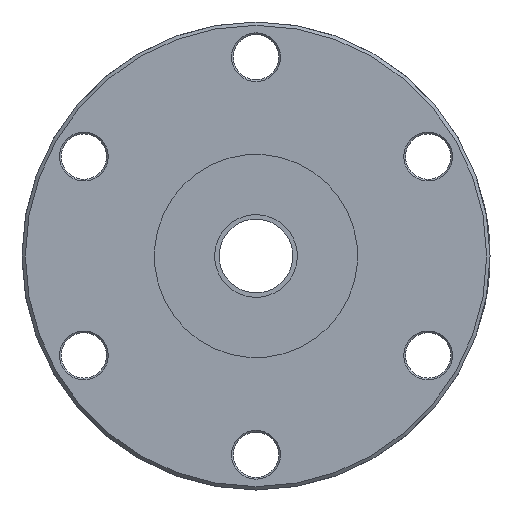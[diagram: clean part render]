
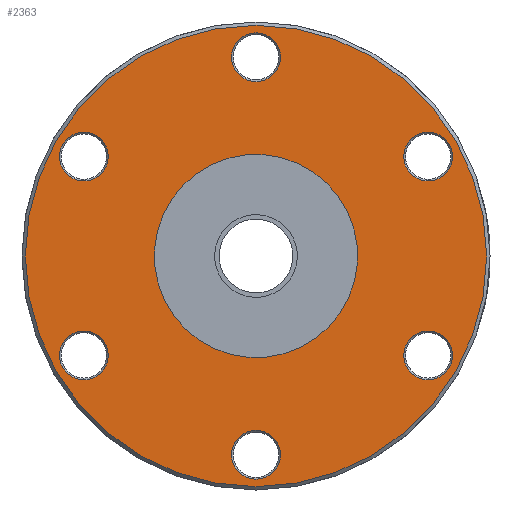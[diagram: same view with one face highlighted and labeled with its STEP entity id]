
A CAD part, front view. The second image highlights one B-rep face of the part: STEP entity #2363.
In plain terms, the highlighted planar face has unit normal (0, -1, 0).
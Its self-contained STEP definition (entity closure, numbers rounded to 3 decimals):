
#194=FACE_BOUND('',#428,.T.);
#195=FACE_BOUND('',#429,.T.);
#196=FACE_BOUND('',#430,.T.);
#197=FACE_BOUND('',#431,.T.);
#198=FACE_BOUND('',#432,.T.);
#199=FACE_BOUND('',#433,.T.);
#200=FACE_BOUND('',#434,.T.);
#220=PLANE('',#2576);
#291=FACE_OUTER_BOUND('',#427,.T.);
#427=EDGE_LOOP('',(#1607));
#428=EDGE_LOOP('',(#1608));
#429=EDGE_LOOP('',(#1609));
#430=EDGE_LOOP('',(#1610));
#431=EDGE_LOOP('',(#1611));
#432=EDGE_LOOP('',(#1612));
#433=EDGE_LOOP('',(#1613));
#434=EDGE_LOOP('',(#1614));
#873=CIRCLE('',#2570,6.35);
#877=CIRCLE('',#2575,34.05);
#878=CIRCLE('',#2577,3.6);
#879=CIRCLE('',#2578,3.6);
#880=CIRCLE('',#2579,3.6);
#881=CIRCLE('',#2580,3.6);
#882=CIRCLE('',#2581,3.6);
#883=CIRCLE('',#2582,3.6);
#982=VERTEX_POINT('',#3421);
#986=VERTEX_POINT('',#3431);
#987=VERTEX_POINT('',#3435);
#988=VERTEX_POINT('',#3437);
#989=VERTEX_POINT('',#3439);
#990=VERTEX_POINT('',#3441);
#991=VERTEX_POINT('',#3443);
#992=VERTEX_POINT('',#3445);
#1229=EDGE_CURVE('',#982,#982,#873,.T.);
#1235=EDGE_CURVE('',#986,#986,#877,.T.);
#1236=EDGE_CURVE('',#987,#987,#878,.T.);
#1237=EDGE_CURVE('',#988,#988,#879,.T.);
#1238=EDGE_CURVE('',#989,#989,#880,.T.);
#1239=EDGE_CURVE('',#990,#990,#881,.T.);
#1240=EDGE_CURVE('',#991,#991,#882,.T.);
#1241=EDGE_CURVE('',#992,#992,#883,.T.);
#1607=ORIENTED_EDGE('',*,*,#1235,.F.);
#1608=ORIENTED_EDGE('',*,*,#1229,.T.);
#1609=ORIENTED_EDGE('',*,*,#1236,.F.);
#1610=ORIENTED_EDGE('',*,*,#1237,.F.);
#1611=ORIENTED_EDGE('',*,*,#1238,.F.);
#1612=ORIENTED_EDGE('',*,*,#1239,.F.);
#1613=ORIENTED_EDGE('',*,*,#1240,.F.);
#1614=ORIENTED_EDGE('',*,*,#1241,.F.);
#2363=ADVANCED_FACE('',(#291,#194,#195,#196,#197,#198,#199,#200),#220,.T.);
#2570=AXIS2_PLACEMENT_3D('',#3422,#2809,#2810);
#2575=AXIS2_PLACEMENT_3D('',#3433,#2821,#2822);
#2576=AXIS2_PLACEMENT_3D('',#3434,#2823,#2824);
#2577=AXIS2_PLACEMENT_3D('',#3436,#2825,#2826);
#2578=AXIS2_PLACEMENT_3D('',#3438,#2827,#2828);
#2579=AXIS2_PLACEMENT_3D('',#3440,#2829,#2830);
#2580=AXIS2_PLACEMENT_3D('',#3442,#2831,#2832);
#2581=AXIS2_PLACEMENT_3D('',#3444,#2833,#2834);
#2582=AXIS2_PLACEMENT_3D('',#3446,#2835,#2836);
#2809=DIRECTION('center_axis',(0.,1.,0.));
#2810=DIRECTION('ref_axis',(-1.,0.,0.));
#2821=DIRECTION('center_axis',(0.,1.,0.));
#2822=DIRECTION('ref_axis',(1.,0.,0.));
#2823=DIRECTION('center_axis',(0.,-1.,0.));
#2824=DIRECTION('ref_axis',(0.,0.,-1.));
#2825=DIRECTION('center_axis',(0.,-1.,0.));
#2826=DIRECTION('ref_axis',(0.5,0.,0.866));
#2827=DIRECTION('center_axis',(0.,-1.,0.));
#2828=DIRECTION('ref_axis',(-1.,0.,0.));
#2829=DIRECTION('center_axis',(0.,-1.,0.));
#2830=DIRECTION('ref_axis',(0.5,0.,-0.866));
#2831=DIRECTION('center_axis',(0.,-1.,0.));
#2832=DIRECTION('ref_axis',(1.,0.,0.));
#2833=DIRECTION('center_axis',(0.,-1.,0.));
#2834=DIRECTION('ref_axis',(-0.5,0.,-0.866));
#2835=DIRECTION('center_axis',(0.,-1.,0.));
#2836=DIRECTION('ref_axis',(-0.5,0.,0.866));
#3421=CARTESIAN_POINT('',(6.35,0.,0.));
#3422=CARTESIAN_POINT('Origin',(0.,0.,0.));
#3431=CARTESIAN_POINT('',(-34.05,0.,0.));
#3433=CARTESIAN_POINT('Origin',(0.,0.,0.));
#3434=CARTESIAN_POINT('Origin',(-34.55,0.,0.));
#3435=CARTESIAN_POINT('',(23.618,0.,-17.793));
#3436=CARTESIAN_POINT('Origin',(25.418,0.,-14.675));
#3437=CARTESIAN_POINT('',(3.6,0.,29.35));
#3438=CARTESIAN_POINT('Origin',(0.,0.,29.35));
#3439=CARTESIAN_POINT('',(-27.218,0.,-11.557));
#3440=CARTESIAN_POINT('Origin',(-25.418,0.,-14.675));
#3441=CARTESIAN_POINT('',(-3.6,0.,-29.35));
#3442=CARTESIAN_POINT('Origin',(0.,0.,-29.35));
#3443=CARTESIAN_POINT('',(-23.618,0.,17.793));
#3444=CARTESIAN_POINT('Origin',(-25.418,0.,14.675));
#3445=CARTESIAN_POINT('',(27.218,0.,11.557));
#3446=CARTESIAN_POINT('Origin',(25.418,0.,14.675));
